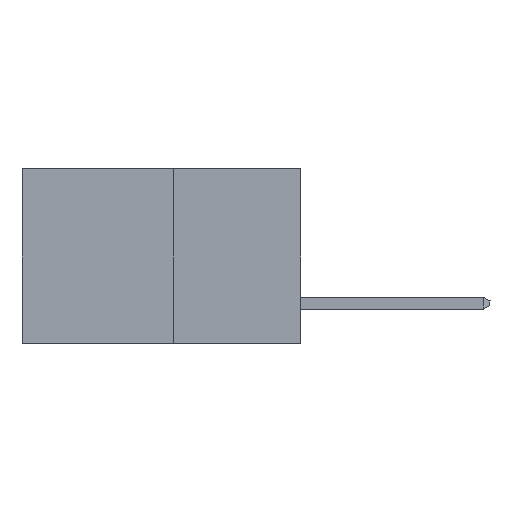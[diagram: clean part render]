
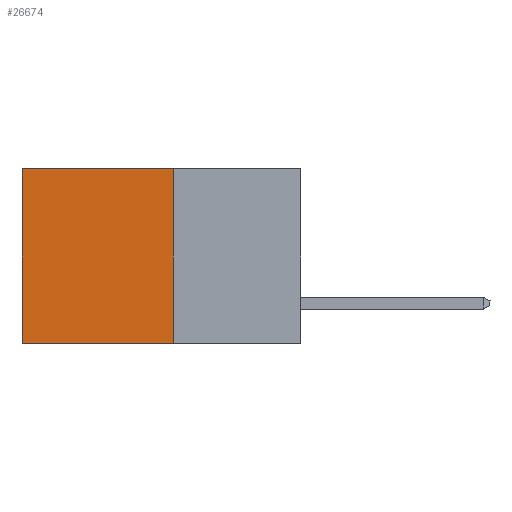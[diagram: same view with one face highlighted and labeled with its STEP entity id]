
A CAD part, left-side view. The second image highlights one B-rep face of the part: STEP entity #26674.
In plain terms, the highlighted planar face has unit normal (-1, 0, 0).
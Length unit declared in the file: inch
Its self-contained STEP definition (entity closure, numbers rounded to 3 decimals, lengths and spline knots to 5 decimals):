
#1004 = VECTOR ( 'NONE', #4891, 39.37008 ) ;
#1306 = CARTESIAN_POINT ( 'NONE',  ( 0.277, 0.27, -0.37 ) ) ;
#1689 = VECTOR ( 'NONE', #25293, 39.37008 ) ;
#1919 = VECTOR ( 'NONE', #1933, 39.37008 ) ;
#1933 = DIRECTION ( 'NONE',  ( 0., 0., -1. ) ) ;
#2479 = DIRECTION ( 'NONE',  ( 0., 0., -1. ) ) ;
#2566 = CARTESIAN_POINT ( 'NONE',  ( 0.277, 0.59, 0. ) ) ;
#2777 = ORIENTED_EDGE ( 'NONE', *, *, #6601, .T. ) ;
#3514 = DIRECTION ( 'NONE',  ( 1., 0., 0. ) ) ;
#4045 = ORIENTED_EDGE ( 'NONE', *, *, #22044, .T. ) ;
#4891 = DIRECTION ( 'NONE',  ( 0., 1., 0. ) ) ;
#6601 = EDGE_CURVE ( 'NONE', #19008, #26387, #7527, .T. ) ;
#6774 = ORIENTED_EDGE ( 'NONE', *, *, #25744, .F. ) ;
#7527 = LINE ( 'NONE', #23142, #1689 ) ;
#9466 = EDGE_LOOP ( 'NONE', ( #4045, #6774, #23021, #2777 ) ) ;
#14538 = PLANE ( 'NONE',  #21407 ) ;
#15138 = CARTESIAN_POINT ( 'NONE',  ( 0.277, 0.27, -0.37 ) ) ;
#15295 = VERTEX_POINT ( 'NONE', #24403 ) ;
#15791 = EDGE_CURVE ( 'NONE', #19008, #17255, #23823, .T. ) ;
#16403 = VECTOR ( 'NONE', #2479, 39.37008 ) ;
#17255 = VERTEX_POINT ( 'NONE', #27278 ) ;
#18909 = DIRECTION ( 'NONE',  ( 0., 0., -1. ) ) ;
#19008 = VERTEX_POINT ( 'NONE', #20593 ) ;
#20593 = CARTESIAN_POINT ( 'NONE',  ( 0.277, 0.27, 0. ) ) ;
#21407 = AXIS2_PLACEMENT_3D ( 'NONE', #1306, #3514, #18909 ) ;
#22044 = EDGE_CURVE ( 'NONE', #26387, #15295, #27796, .T. ) ;
#22128 = CARTESIAN_POINT ( 'NONE',  ( 0.277, 0.59, -0.37 ) ) ;
#23021 = ORIENTED_EDGE ( 'NONE', *, *, #15791, .F. ) ;
#23142 = CARTESIAN_POINT ( 'NONE',  ( 0.277, 0.27, 0. ) ) ;
#23626 = LINE ( 'NONE', #26708, #1004 ) ;
#23823 = LINE ( 'NONE', #15138, #1919 ) ;
#24403 = CARTESIAN_POINT ( 'NONE',  ( 0.277, 0.59, -0.37 ) ) ;
#25293 = DIRECTION ( 'NONE',  ( 0., 1., 0. ) ) ;
#25744 = EDGE_CURVE ( 'NONE', #17255, #15295, #23626, .T. ) ;
#26387 = VERTEX_POINT ( 'NONE', #2566 ) ;
#26552 = FACE_OUTER_BOUND ( 'NONE', #9466, .T. ) ;
#26674 = ADVANCED_FACE ( 'NONE', ( #26552 ), #14538, .F. ) ;
#26708 = CARTESIAN_POINT ( 'NONE',  ( 0.277, 0.27, -0.37 ) ) ;
#27278 = CARTESIAN_POINT ( 'NONE',  ( 0.277, 0.27, -0.37 ) ) ;
#27796 = LINE ( 'NONE', #22128, #16403 ) ;
